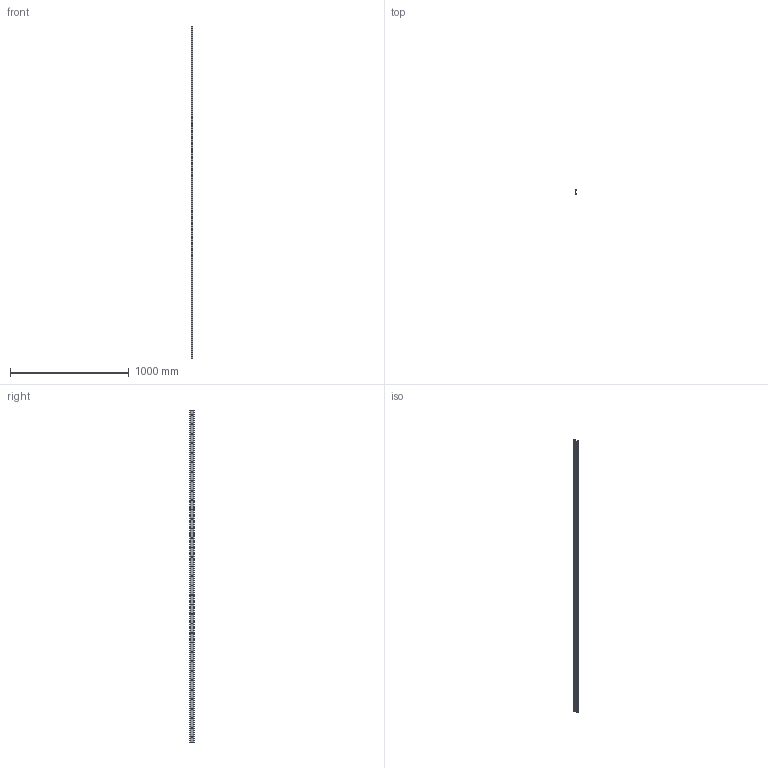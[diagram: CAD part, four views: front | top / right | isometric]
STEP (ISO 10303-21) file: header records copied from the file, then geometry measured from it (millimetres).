
FILE_DESCRIPTION(/* description */ ('Alibre Inc.'),/* implementation_level */ '2;1');
FILE_NAME(/* name */ 'export0',/* time_stamp */ '2010-12-08T16:57:55+01:00',/* author */ (''),/* organization */ (''),/* preprocessor_version */ 'ST-DEVELOPER v10',/* originating_system */ 'Alibre',/* authorisation */ '');
FILE_SCHEMA (('AUTOMOTIVE_DESIGN'));
Length unit declared in the file: millimetre
Bounding box: 16.5 x 35 x 2800 mm (x, y, z)
Volume: 609278.9 mm3; surface area: 352274.1 mm2
Topology: 1 solids, 1 shells, 98 faces, 288 edges, 192 vertices
Faces by surface type: cylinder 48, cone 35, plane 15
Full cylindrical faces by diameter (mm): 6.6 x35
Entity records: 2798 total; most frequent: DIRECTION 495, CARTESIAN_POINT 438, ORIENTED_EDGE 366, EDGE_LOOP 238, FACE_BOUND 238, AXIS2_PLACEMENT_3D 229, EDGE_CURVE 183, VERTEX_POINT 157
